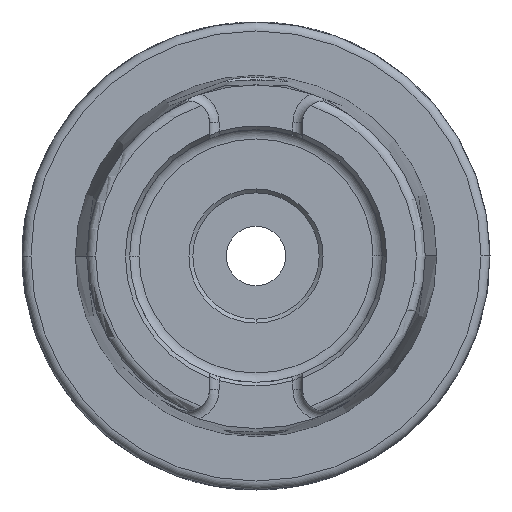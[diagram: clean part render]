
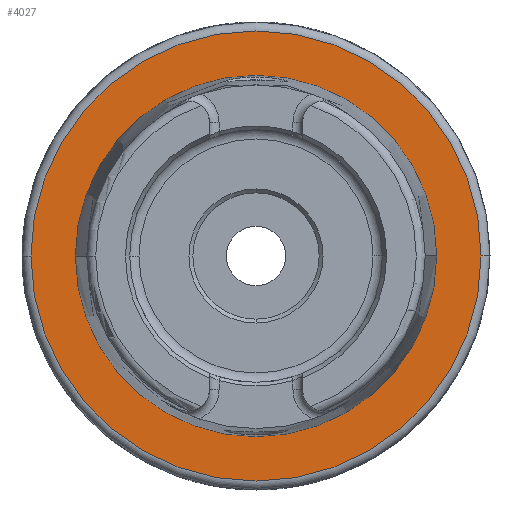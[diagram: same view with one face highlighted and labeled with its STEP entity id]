
A CAD part, left-side view. The second image highlights one B-rep face of the part: STEP entity #4027.
In plain terms, the highlighted planar face has unit normal (-1, 0, 0).
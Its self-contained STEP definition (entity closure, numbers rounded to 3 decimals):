
#85 = CIRCLE ( 'NONE', #4281, 30.3 ) ;
#133 = PLANE ( 'NONE',  #3714 ) ;
#260 = ORIENTED_EDGE ( 'NONE', *, *, #4364, .F. ) ;
#267 = DIRECTION ( 'NONE',  ( 0., 1., 0. ) ) ;
#287 = CARTESIAN_POINT ( 'NONE',  ( 0., 0., 0. ) ) ;
#747 = EDGE_CURVE ( 'NONE', #3431, #4311, #5126, .T. ) ;
#821 = FACE_BOUND ( 'NONE', #4522, .T. ) ;
#1197 = DIRECTION ( 'NONE',  ( 1., 0., 0. ) ) ;
#1302 = CARTESIAN_POINT ( 'NONE',  ( 0., -30.3, 0. ) ) ;
#1354 = AXIS2_PLACEMENT_3D ( 'NONE', #4568, #4560, #4556 ) ;
#1450 = EDGE_LOOP ( 'NONE', ( #2836, #260 ) ) ;
#1642 = VERTEX_POINT ( 'NONE', #4595 ) ;
#1670 = ORIENTED_EDGE ( 'NONE', *, *, #2212, .T. ) ;
#2212 = EDGE_CURVE ( 'NONE', #2888, #1642, #3498, .T. ) ;
#2260 = AXIS2_PLACEMENT_3D ( 'NONE', #287, #1197, #267 ) ;
#2760 = EDGE_CURVE ( 'NONE', #1642, #2888, #5742, .T. ) ;
#2806 = DIRECTION ( 'NONE',  ( 0., -1., 0. ) ) ;
#2836 = ORIENTED_EDGE ( 'NONE', *, *, #747, .F. ) ;
#2860 = DIRECTION ( 'NONE',  ( 0., 1., 0. ) ) ;
#2888 = VERTEX_POINT ( 'NONE', #6436 ) ;
#3024 = DIRECTION ( 'NONE',  ( -1., 0., 0. ) ) ;
#3413 = CARTESIAN_POINT ( 'NONE',  ( 0., 0., 0. ) ) ;
#3431 = VERTEX_POINT ( 'NONE', #6556 ) ;
#3466 = DIRECTION ( 'NONE',  ( 1., 0., 0. ) ) ;
#3498 = CIRCLE ( 'NONE', #2260, 24.321 ) ;
#3714 = AXIS2_PLACEMENT_3D ( 'NONE', #6097, #3024, #2806 ) ;
#4027 = ADVANCED_FACE ( 'NONE', ( #821, #4828 ), #133, .T. ) ;
#4281 = AXIS2_PLACEMENT_3D ( 'NONE', #4388, #5392, #2860 ) ;
#4311 = VERTEX_POINT ( 'NONE', #1302 ) ;
#4364 = EDGE_CURVE ( 'NONE', #4311, #3431, #85, .T. ) ;
#4388 = CARTESIAN_POINT ( 'NONE',  ( 0., 0., 0. ) ) ;
#4430 = ORIENTED_EDGE ( 'NONE', *, *, #2760, .T. ) ;
#4522 = EDGE_LOOP ( 'NONE', ( #4430, #1670 ) ) ;
#4556 = DIRECTION ( 'NONE',  ( 0., 1., 0. ) ) ;
#4560 = DIRECTION ( 'NONE',  ( 1., 0., 0. ) ) ;
#4568 = CARTESIAN_POINT ( 'NONE',  ( 0., 0., 0. ) ) ;
#4595 = CARTESIAN_POINT ( 'NONE',  ( 0., 24.321, 0. ) ) ;
#4828 = FACE_OUTER_BOUND ( 'NONE', #1450, .T. ) ;
#5126 = CIRCLE ( 'NONE', #5857, 30.3 ) ;
#5392 = DIRECTION ( 'NONE',  ( 1., 0., 0. ) ) ;
#5552 = DIRECTION ( 'NONE',  ( 0., 1., 0. ) ) ;
#5742 = CIRCLE ( 'NONE', #1354, 24.321 ) ;
#5857 = AXIS2_PLACEMENT_3D ( 'NONE', #3413, #3466, #5552 ) ;
#6097 = CARTESIAN_POINT ( 'NONE',  ( 0., 24.321, 0. ) ) ;
#6436 = CARTESIAN_POINT ( 'NONE',  ( 0., -24.321, 0. ) ) ;
#6556 = CARTESIAN_POINT ( 'NONE',  ( 0., 30.3, 0. ) ) ;
